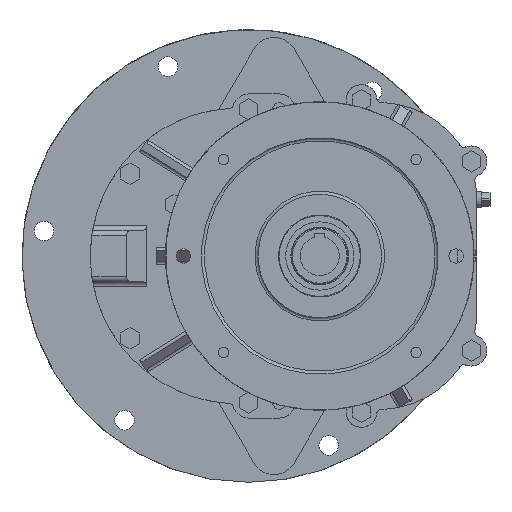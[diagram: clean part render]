
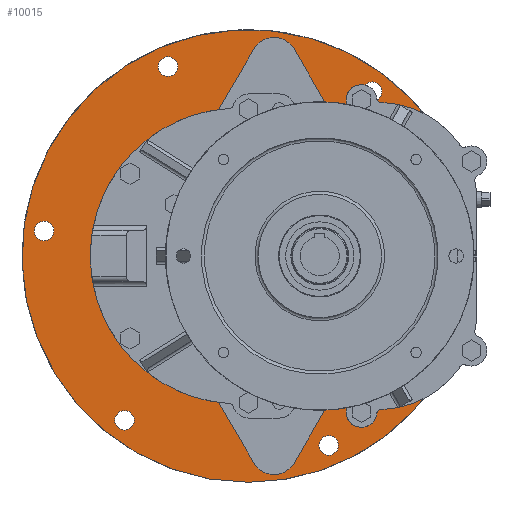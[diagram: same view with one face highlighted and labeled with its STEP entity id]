
A CAD part, left-side view. The second image highlights one B-rep face of the part: STEP entity #10015.
In plain terms, the highlighted planar face has unit normal (-1, 0, 0).
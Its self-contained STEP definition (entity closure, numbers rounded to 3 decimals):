
#182 = CARTESIAN_POINT ( 'NONE',  ( -24., 198.509, 33.874 ) ) ;
#485 = VERTEX_POINT ( 'NONE', #21225 ) ;
#589 = CARTESIAN_POINT ( 'NONE',  ( -24., 10., -139.5 ) ) ;
#626 = FACE_BOUND ( 'NONE', #14329, .T. ) ;
#629 = CARTESIAN_POINT ( 'NONE',  ( -24., 0., 0. ) ) ;
#915 = CARTESIAN_POINT ( 'NONE',  ( -24., -42.809, -139.5 ) ) ;
#1178 = VERTEX_POINT ( 'NONE', #9513 ) ;
#1957 = ORIENTED_EDGE ( 'NONE', *, *, #11745, .T. ) ;
#1995 = CARTESIAN_POINT ( 'NONE',  ( -24., 120.363, -150.227 ) ) ;
#2048 = CIRCLE ( 'NONE', #13834, 9.5 ) ;
#2094 = DIRECTION ( 'NONE',  ( -1., 0., 0. ) ) ;
#2107 = DIRECTION ( 'NONE',  ( -1., 0., 0. ) ) ;
#2131 = EDGE_CURVE ( 'NONE', #17212, #24458, #4745, .T. ) ;
#2240 = ORIENTED_EDGE ( 'NONE', *, *, #5425, .F. ) ;
#2311 = VERTEX_POINT ( 'NONE', #20906 ) ;
#2316 = EDGE_LOOP ( 'NONE', ( #21979 ) ) ;
#2574 = EDGE_CURVE ( 'NONE', #2311, #2311, #20271, .T. ) ;
#2930 = FACE_BOUND ( 'NONE', #21152, .T. ) ;
#2942 = VERTEX_POINT ( 'NONE', #26740 ) ;
#3085 = EDGE_CURVE ( 'NONE', #18790, #17212, #12565, .T. ) ;
#3344 = AXIS2_PLACEMENT_3D ( 'NONE', #23594, #2094, #30079 ) ;
#3808 = DIRECTION ( 'NONE',  ( 0., 0., 1. ) ) ;
#4290 = VERTEX_POINT ( 'NONE', #1995 ) ;
#4408 = EDGE_CURVE ( 'NONE', #485, #485, #2048, .T. ) ;
#4420 = PLANE ( 'NONE',  #28883 ) ;
#4485 = DIRECTION ( 'NONE',  ( -1., 0., 0. ) ) ;
#4628 = CARTESIAN_POINT ( 'NONE',  ( -24., 198.509, 24.374 ) ) ;
#4745 = CIRCLE ( 'NONE', #14102, 139.5 ) ;
#5212 = EDGE_LOOP ( 'NONE', ( #20970 ) ) ;
#5425 = EDGE_CURVE ( 'NONE', #9696, #9696, #19591, .T. ) ;
#5892 = ORIENTED_EDGE ( 'NONE', *, *, #21857, .T. ) ;
#6968 = CARTESIAN_POINT ( 'NONE',  ( -24., -120.363, 159.727 ) ) ;
#7024 = FACE_BOUND ( 'NONE', #23068, .T. ) ;
#7214 = DIRECTION ( 'NONE',  ( 1., 0., 0. ) ) ;
#7261 = CIRCLE ( 'NONE', #13628, 88. ) ;
#7603 = VERTEX_POINT ( 'NONE', #11251 ) ;
#7929 = LINE ( 'NONE', #17896, #12864 ) ;
#8580 = DIRECTION ( 'NONE',  ( 0., 0., 1. ) ) ;
#8917 = CARTESIAN_POINT ( 'NONE',  ( -24., -103.815, 139.5 ) ) ;
#8962 = DIRECTION ( 'NONE',  ( 0., 0., 1. ) ) ;
#8997 = CARTESIAN_POINT ( 'NONE',  ( -24., -198.509, -24.374 ) ) ;
#9106 = ORIENTED_EDGE ( 'NONE', *, *, #13295, .T. ) ;
#9239 = CIRCLE ( 'NONE', #21974, 220. ) ;
#9474 = DIRECTION ( 'NONE',  ( -1., 0., 0. ) ) ;
#9513 = CARTESIAN_POINT ( 'NONE',  ( -24., -180.987, 125.075 ) ) ;
#9534 = CARTESIAN_POINT ( 'NONE',  ( -24., -173., -63.725 ) ) ;
#9696 = VERTEX_POINT ( 'NONE', #182 ) ;
#9915 = ORIENTED_EDGE ( 'NONE', *, *, #16404, .F. ) ;
#9996 = FACE_BOUND ( 'NONE', #5212, .T. ) ;
#10015 = ADVANCED_FACE ( 'NONE', ( #2930, #21666, #626, #9996, #13643, #7024, #24739 ), #4420, .T. ) ;
#11172 = EDGE_LOOP ( 'NONE', ( #18056 ) ) ;
#11251 = CARTESIAN_POINT ( 'NONE',  ( -24., -215.366, 44.918 ) ) ;
#11314 = AXIS2_PLACEMENT_3D ( 'NONE', #15211, #17668, #3808 ) ;
#11436 = EDGE_LOOP ( 'NONE', ( #9915, #11579, #9106, #5892, #11971, #15912, #19301, #1957 ) ) ;
#11477 = CARTESIAN_POINT ( 'NONE',  ( -24., 0., 0. ) ) ;
#11579 = ORIENTED_EDGE ( 'NONE', *, *, #19818, .T. ) ;
#11694 = DIRECTION ( 'NONE',  ( 1., 0., 0. ) ) ;
#11745 = EDGE_CURVE ( 'NONE', #27885, #1178, #25536, .T. ) ;
#11920 = AXIS2_PLACEMENT_3D ( 'NONE', #8997, #23102, #18369 ) ;
#11971 = ORIENTED_EDGE ( 'NONE', *, *, #3085, .T. ) ;
#12144 = DIRECTION ( 'NONE',  ( 0., 0., -1. ) ) ;
#12163 = CIRCLE ( 'NONE', #3344, 9.5 ) ;
#12414 = EDGE_CURVE ( 'NONE', #24458, #27885, #23204, .T. ) ;
#12565 = LINE ( 'NONE', #589, #20224 ) ;
#12793 = DIRECTION ( 'NONE',  ( 0., 0.864, -0.503 ) ) ;
#12864 = VECTOR ( 'NONE', #19899, 1000. ) ;
#13295 = EDGE_CURVE ( 'NONE', #18553, #26275, #7929, .T. ) ;
#13628 = AXIS2_PLACEMENT_3D ( 'NONE', #14760, #7214, #28246 ) ;
#13643 = FACE_BOUND ( 'NONE', #11172, .T. ) ;
#13834 = AXIS2_PLACEMENT_3D ( 'NONE', #15950, #18264, #8580 ) ;
#13987 = DIRECTION ( 'NONE',  ( 0., -1., 0. ) ) ;
#14000 = DIRECTION ( 'NONE',  ( 0., 0., 1. ) ) ;
#14102 = AXIS2_PLACEMENT_3D ( 'NONE', #30146, #11694, #14000 ) ;
#14329 = EDGE_LOOP ( 'NONE', ( #25767 ) ) ;
#14760 = CARTESIAN_POINT ( 'NONE',  ( -24., -127.93, 54.869 ) ) ;
#15211 = CARTESIAN_POINT ( 'NONE',  ( -24., -127.93, 54.869 ) ) ;
#15402 = LINE ( 'NONE', #20311, #27959 ) ;
#15912 = ORIENTED_EDGE ( 'NONE', *, *, #2131, .T. ) ;
#15950 = CARTESIAN_POINT ( 'NONE',  ( -24., 78.146, 184.101 ) ) ;
#16404 = EDGE_CURVE ( 'NONE', #7603, #1178, #9239, .T. ) ;
#16496 = DIRECTION ( 'NONE',  ( 0., 0., 1. ) ) ;
#17212 = VERTEX_POINT ( 'NONE', #28250 ) ;
#17310 = CARTESIAN_POINT ( 'NONE',  ( -24., -173., -20.714 ) ) ;
#17589 = AXIS2_PLACEMENT_3D ( 'NONE', #6968, #23698, #16496 ) ;
#17668 = DIRECTION ( 'NONE',  ( 1., 0., 0. ) ) ;
#17896 = CARTESIAN_POINT ( 'NONE',  ( -24., -173., -62. ) ) ;
#18056 = ORIENTED_EDGE ( 'NONE', *, *, #4408, .F. ) ;
#18264 = DIRECTION ( 'NONE',  ( -1., 0., 0. ) ) ;
#18300 = VERTEX_POINT ( 'NONE', #20439 ) ;
#18369 = DIRECTION ( 'NONE',  ( 0., 0., 1. ) ) ;
#18537 = DIRECTION ( 'NONE',  ( 0., 0., 1. ) ) ;
#18553 = VERTEX_POINT ( 'NONE', #17310 ) ;
#18790 = VERTEX_POINT ( 'NONE', #915 ) ;
#19301 = ORIENTED_EDGE ( 'NONE', *, *, #12414, .T. ) ;
#19591 = CIRCLE ( 'NONE', #22016, 9.5 ) ;
#19818 = EDGE_CURVE ( 'NONE', #7603, #18553, #7261, .T. ) ;
#19899 = DIRECTION ( 'NONE',  ( 0., 0., -1. ) ) ;
#20152 = EDGE_CURVE ( 'NONE', #2942, #2942, #29310, .T. ) ;
#20224 = VECTOR ( 'NONE', #22087, 1000. ) ;
#20271 = CIRCLE ( 'NONE', #11920, 9.5 ) ;
#20311 = CARTESIAN_POINT ( 'NONE',  ( -24., -43.509, -139.093 ) ) ;
#20439 = CARTESIAN_POINT ( 'NONE',  ( -24., -120.363, 169.227 ) ) ;
#20906 = CARTESIAN_POINT ( 'NONE',  ( -24., -198.509, -14.874 ) ) ;
#20970 = ORIENTED_EDGE ( 'NONE', *, *, #30074, .F. ) ;
#21063 = CARTESIAN_POINT ( 'NONE',  ( -24., 10., 139.5 ) ) ;
#21152 = EDGE_LOOP ( 'NONE', ( #25349 ) ) ;
#21225 = CARTESIAN_POINT ( 'NONE',  ( -24., 78.146, 193.601 ) ) ;
#21666 = FACE_BOUND ( 'NONE', #2316, .T. ) ;
#21857 = EDGE_CURVE ( 'NONE', #26275, #18790, #15402, .T. ) ;
#21974 = AXIS2_PLACEMENT_3D ( 'NONE', #629, #25792, #12144 ) ;
#21979 = ORIENTED_EDGE ( 'NONE', *, *, #2574, .F. ) ;
#22016 = AXIS2_PLACEMENT_3D ( 'NONE', #4628, #4485, #8962 ) ;
#22087 = DIRECTION ( 'NONE',  ( 0., 1., 0. ) ) ;
#22426 = DIRECTION ( 'NONE',  ( 0., 0., 1. ) ) ;
#23068 = EDGE_LOOP ( 'NONE', ( #2240 ) ) ;
#23102 = DIRECTION ( 'NONE',  ( -1., 0., 0. ) ) ;
#23204 = LINE ( 'NONE', #25646, #28020 ) ;
#23433 = CIRCLE ( 'NONE', #17589, 9.5 ) ;
#23594 = CARTESIAN_POINT ( 'NONE',  ( -24., 120.363, -159.727 ) ) ;
#23698 = DIRECTION ( 'NONE',  ( -1., 0., 0. ) ) ;
#24458 = VERTEX_POINT ( 'NONE', #21063 ) ;
#24739 = FACE_OUTER_BOUND ( 'NONE', #11436, .T. ) ;
#25143 = CARTESIAN_POINT ( 'NONE',  ( -24., -78.146, -184.101 ) ) ;
#25349 = ORIENTED_EDGE ( 'NONE', *, *, #25994, .F. ) ;
#25536 = CIRCLE ( 'NONE', #11314, 88. ) ;
#25646 = CARTESIAN_POINT ( 'NONE',  ( -24., 0., 139.5 ) ) ;
#25767 = ORIENTED_EDGE ( 'NONE', *, *, #20152, .F. ) ;
#25792 = DIRECTION ( 'NONE',  ( 1., 0., 0. ) ) ;
#25994 = EDGE_CURVE ( 'NONE', #18300, #18300, #23433, .T. ) ;
#26275 = VERTEX_POINT ( 'NONE', #9534 ) ;
#26740 = CARTESIAN_POINT ( 'NONE',  ( -24., -78.146, -174.601 ) ) ;
#27885 = VERTEX_POINT ( 'NONE', #8917 ) ;
#27959 = VECTOR ( 'NONE', #12793, 1000. ) ;
#28020 = VECTOR ( 'NONE', #13987, 1000. ) ;
#28246 = DIRECTION ( 'NONE',  ( 0., 0., 1. ) ) ;
#28250 = CARTESIAN_POINT ( 'NONE',  ( -24., 10., -139.5 ) ) ;
#28319 = AXIS2_PLACEMENT_3D ( 'NONE', #25143, #9474, #18537 ) ;
#28883 = AXIS2_PLACEMENT_3D ( 'NONE', #11477, #2107, #22426 ) ;
#29310 = CIRCLE ( 'NONE', #28319, 9.5 ) ;
#30074 = EDGE_CURVE ( 'NONE', #4290, #4290, #12163, .T. ) ;
#30079 = DIRECTION ( 'NONE',  ( 0., 0., 1. ) ) ;
#30146 = CARTESIAN_POINT ( 'NONE',  ( -24., 10., 0. ) ) ;
